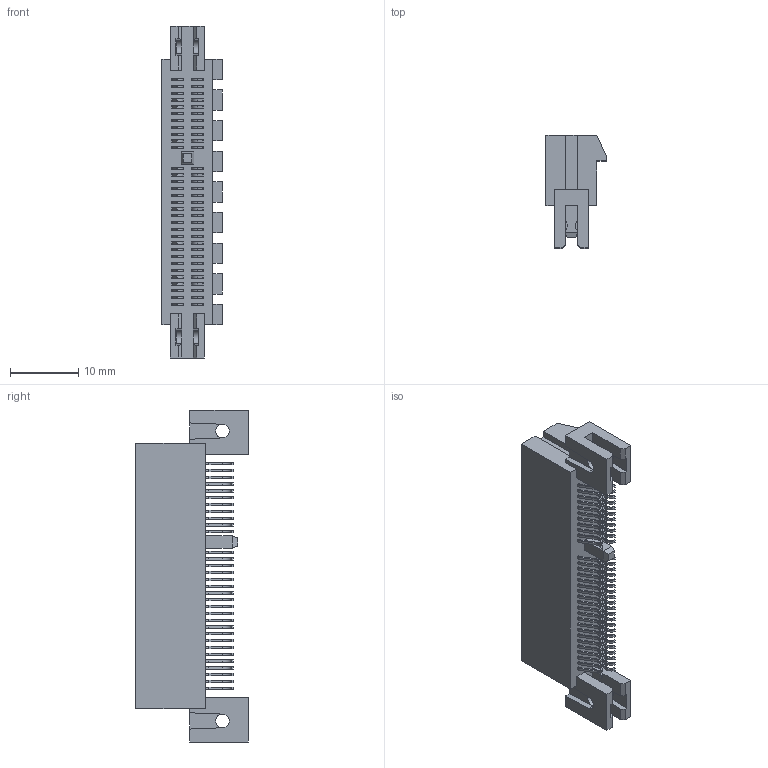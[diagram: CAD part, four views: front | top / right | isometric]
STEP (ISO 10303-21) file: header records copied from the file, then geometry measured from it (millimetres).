
FILE_DESCRIPTION (( 'STEP AP214' ), '1' );
FILE_NAME ('KPCIEX-SM3-64BK_rA5.STEP', '2016-07-21T21:10:01', ( '' ), ( '' ), 'SwSTEP 2.0', 'SolidWorks 2014', '' );
FILE_SCHEMA (( 'AUTOMOTIVE_DESIGN' ));
Length unit declared in the file: millimetre
Products named in the file (1): KPCIEX-SM3-64BK_rA5
Bounding box: 8.85 x 16.55 x 48.8 mm (x, y, z)
Volume: 2888 mm3; surface area: 3234.8 mm2
Topology: 1 solids, 1 shells, 829 faces, 2240 edges, 1472 vertices
Faces by surface type: plane 501, cylinder 328
Entity records: 28167 total; most frequent: DIRECTION 4556, CARTESIAN_POINT 4542, ORIENTED_EDGE 4480, EDGE_CURVE 2240, LINE 1584, VECTOR 1584, AXIS2_PLACEMENT_3D 1486, VERTEX_POINT 1472
